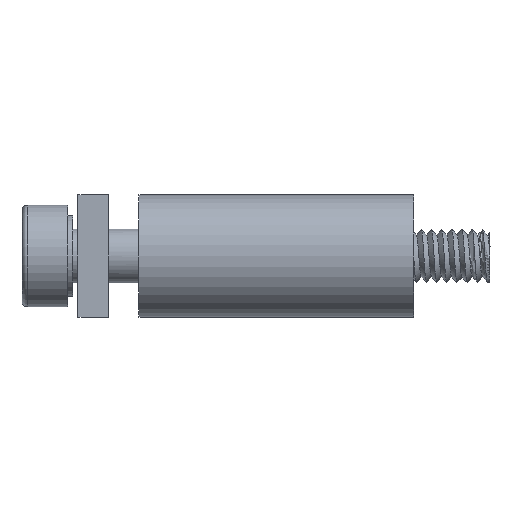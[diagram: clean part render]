
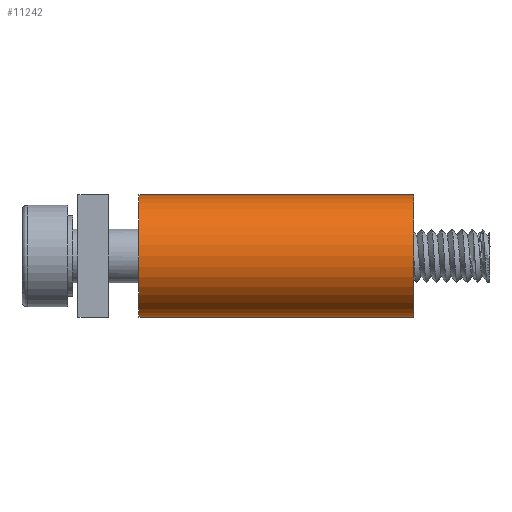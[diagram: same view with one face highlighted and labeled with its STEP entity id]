
A CAD part, left-side view. The second image highlights one B-rep face of the part: STEP entity #11242.
In plain terms, the highlighted cylindrical face has radius 3 mm (diameter 6 mm), a partial arc.
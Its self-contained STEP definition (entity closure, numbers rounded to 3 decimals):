
#503 = CARTESIAN_POINT ( 'NONE',  ( 0., -18.75, -3. ) ) ;
#541 = ORIENTED_EDGE ( 'NONE', *, *, #1180, .T. ) ;
#599 = CARTESIAN_POINT ( 'NONE',  ( 0., -5.25, 3. ) ) ;
#1109 = LINE ( 'NONE', #2515, #8791 ) ;
#1180 = EDGE_CURVE ( 'NONE', #8444, #7957, #1109, .T. ) ;
#1299 = AXIS2_PLACEMENT_3D ( 'NONE', #8197, #2194, #9197 ) ;
#2194 = DIRECTION ( 'NONE',  ( 0., -1., 0. ) ) ;
#2420 = EDGE_LOOP ( 'NONE', ( #4825, #12105, #541, #10830 ) ) ;
#2478 = CARTESIAN_POINT ( 'NONE',  ( 0., -18.75, -3. ) ) ;
#2515 = CARTESIAN_POINT ( 'NONE',  ( 0., -18.75, 3. ) ) ;
#2927 = FACE_OUTER_BOUND ( 'NONE', #2420, .T. ) ;
#3450 = EDGE_CURVE ( 'NONE', #7957, #9721, #10571, .T. ) ;
#3738 = CARTESIAN_POINT ( 'NONE',  ( 0., -18.75, 0. ) ) ;
#3986 = CARTESIAN_POINT ( 'NONE',  ( 0., -18.75, 3. ) ) ;
#4312 = CYLINDRICAL_SURFACE ( 'NONE', #10809, 3. ) ;
#4506 = DIRECTION ( 'NONE',  ( 0., 1., 0. ) ) ;
#4825 = ORIENTED_EDGE ( 'NONE', *, *, #9239, .F. ) ;
#5363 = CARTESIAN_POINT ( 'NONE',  ( 0., -5.25, 0. ) ) ;
#5711 = CIRCLE ( 'NONE', #1299, 3. ) ;
#6367 = DIRECTION ( 'NONE',  ( 0., 0., -1. ) ) ;
#6538 = DIRECTION ( 'NONE',  ( 0., 1., 0. ) ) ;
#7875 = AXIS2_PLACEMENT_3D ( 'NONE', #5363, #12388, #6367 ) ;
#7957 = VERTEX_POINT ( 'NONE', #599 ) ;
#8197 = CARTESIAN_POINT ( 'NONE',  ( 0., -18.75, 0. ) ) ;
#8353 = CARTESIAN_POINT ( 'NONE',  ( 0., -5.25, -3. ) ) ;
#8444 = VERTEX_POINT ( 'NONE', #3986 ) ;
#8673 = DIRECTION ( 'NONE',  ( 0., 1., 0. ) ) ;
#8761 = DIRECTION ( 'NONE',  ( 0., 0., 1. ) ) ;
#8791 = VECTOR ( 'NONE', #4506, 1000. ) ;
#9197 = DIRECTION ( 'NONE',  ( 0., 0., -1. ) ) ;
#9239 = EDGE_CURVE ( 'NONE', #11049, #9721, #9856, .T. ) ;
#9721 = VERTEX_POINT ( 'NONE', #8353 ) ;
#9856 = LINE ( 'NONE', #503, #12539 ) ;
#10571 = CIRCLE ( 'NONE', #7875, 3. ) ;
#10809 = AXIS2_PLACEMENT_3D ( 'NONE', #3738, #8673, #8761 ) ;
#10830 = ORIENTED_EDGE ( 'NONE', *, *, #3450, .T. ) ;
#11049 = VERTEX_POINT ( 'NONE', #2478 ) ;
#11242 = ADVANCED_FACE ( 'NONE', ( #2927 ), #4312, .T. ) ;
#12105 = ORIENTED_EDGE ( 'NONE', *, *, #12204, .F. ) ;
#12204 = EDGE_CURVE ( 'NONE', #8444, #11049, #5711, .T. ) ;
#12388 = DIRECTION ( 'NONE',  ( 0., -1., 0. ) ) ;
#12539 = VECTOR ( 'NONE', #6538, 1000. ) ;
